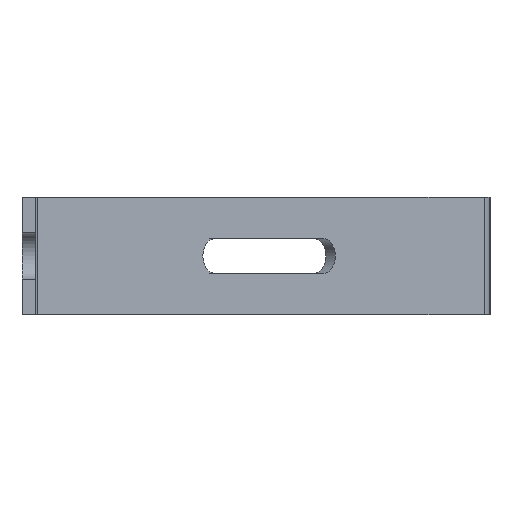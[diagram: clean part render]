
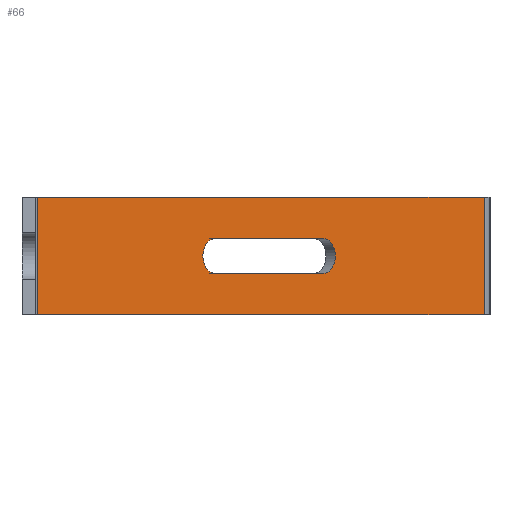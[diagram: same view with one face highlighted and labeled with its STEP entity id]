
A CAD part, left-side view. The second image highlights one B-rep face of the part: STEP entity #66.
In plain terms, the highlighted planar face has unit normal (-0.707, -0.707, 0).
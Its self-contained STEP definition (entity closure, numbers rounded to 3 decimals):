
#66 = ADVANCED_FACE( '', ( #150, #151 ), #152, .T. );
#150 = FACE_BOUND( '', #270, .T. );
#151 = FACE_OUTER_BOUND( '', #271, .T. );
#152 = PLANE( '', #272 );
#270 = EDGE_LOOP( '', ( #557, #558, #559, #560 ) );
#271 = EDGE_LOOP( '', ( #561, #562, #563, #564 ) );
#272 = AXIS2_PLACEMENT_3D( '', #565, #566, #567 );
#557 = ORIENTED_EDGE( '', *, *, #924, .F. );
#558 = ORIENTED_EDGE( '', *, *, #925, .F. );
#559 = ORIENTED_EDGE( '', *, *, #926, .F. );
#560 = ORIENTED_EDGE( '', *, *, #927, .F. );
#561 = ORIENTED_EDGE( '', *, *, #893, .F. );
#562 = ORIENTED_EDGE( '', *, *, #928, .F. );
#563 = ORIENTED_EDGE( '', *, *, #880, .T. );
#564 = ORIENTED_EDGE( '', *, *, #923, .T. );
#565 = CARTESIAN_POINT( '', ( -217.193, -1.293, -7.938 ) );
#566 = DIRECTION( '', ( -0.707, -0.707, 0. ) );
#567 = DIRECTION( '', ( 0.707, -0.707, 0. ) );
#880 = EDGE_CURVE( '', #1096, #1094, #1097, .T. );
#893 = EDGE_CURVE( '', #1117, #1119, #1120, .T. );
#923 = EDGE_CURVE( '', #1094, #1119, #1167, .T. );
#924 = EDGE_CURVE( '', #1168, #1169, #1170, .T. );
#925 = EDGE_CURVE( '', #1171, #1168, #1172, .T. );
#926 = EDGE_CURVE( '', #1173, #1171, #1174, .T. );
#927 = EDGE_CURVE( '', #1169, #1173, #1175, .T. );
#928 = EDGE_CURVE( '', #1096, #1117, #1176, .T. );
#1094 = VERTEX_POINT( '', #1400 );
#1096 = VERTEX_POINT( '', #1402 );
#1097 = LINE( '', #1403, #1404 );
#1117 = VERTEX_POINT( '', #1430 );
#1119 = VERTEX_POINT( '', #1432 );
#1120 = LINE( '', #1433, #1434 );
#1167 = LINE( '', #1499, #1500 );
#1168 = VERTEX_POINT( '', #1501 );
#1169 = VERTEX_POINT( '', #1502 );
#1170 = CIRCLE( '', #1503, 2.388 );
#1171 = VERTEX_POINT( '', #1504 );
#1172 = LINE( '', #1505, #1506 );
#1173 = VERTEX_POINT( '', #1507 );
#1174 = CIRCLE( '', #1508, 2.388 );
#1175 = LINE( '', #1509, #1510 );
#1176 = LINE( '', #1511, #1512 );
#1400 = CARTESIAN_POINT( '', ( -155.79, -62.697, -7.938 ) );
#1402 = CARTESIAN_POINT( '', ( -216.39, -2.097, -7.938 ) );
#1403 = CARTESIAN_POINT( '', ( -217.193, -1.293, -7.938 ) );
#1404 = VECTOR( '', #1706, 1000. );
#1430 = CARTESIAN_POINT( '', ( -216.39, -2.097, 7.938 ) );
#1432 = CARTESIAN_POINT( '', ( -155.79, -62.697, 7.938 ) );
#1433 = CARTESIAN_POINT( '', ( -217.193, -1.293, 7.938 ) );
#1434 = VECTOR( '', #1731, 1000. );
#1499 = CARTESIAN_POINT( '', ( -155.79, -62.697, -7.938 ) );
#1500 = VECTOR( '', #1783, 1000. );
#1501 = CARTESIAN_POINT( '', ( -177.667, -40.819, -2.388 ) );
#1502 = CARTESIAN_POINT( '', ( -177.667, -40.819, 2.388 ) );
#1503 = AXIS2_PLACEMENT_3D( '', #1784, #1785, #1786 );
#1504 = CARTESIAN_POINT( '', ( -192.251, -26.236, -2.388 ) );
#1505 = CARTESIAN_POINT( '', ( -192.251, -26.236, -2.388 ) );
#1506 = VECTOR( '', #1787, 1000. );
#1507 = CARTESIAN_POINT( '', ( -192.251, -26.236, 2.388 ) );
#1508 = AXIS2_PLACEMENT_3D( '', #1788, #1789, #1790 );
#1509 = CARTESIAN_POINT( '', ( -192.251, -26.236, 2.388 ) );
#1510 = VECTOR( '', #1791, 1000. );
#1511 = CARTESIAN_POINT( '', ( -216.39, -2.097, -7.938 ) );
#1512 = VECTOR( '', #1792, 1000. );
#1706 = DIRECTION( '', ( 0.707, -0.707, 0. ) );
#1731 = DIRECTION( '', ( 0.707, -0.707, 0. ) );
#1783 = DIRECTION( '', ( 0., 0., 1. ) );
#1784 = CARTESIAN_POINT( '', ( -177.667, -40.819, 0. ) );
#1785 = DIRECTION( '', ( -0.707, -0.707, 0. ) );
#1786 = DIRECTION( '', ( -0.707, 0.707, 0. ) );
#1787 = DIRECTION( '', ( 0.707, -0.707, 0. ) );
#1788 = CARTESIAN_POINT( '', ( -192.251, -26.236, 0. ) );
#1789 = DIRECTION( '', ( -0.707, -0.707, 0. ) );
#1790 = DIRECTION( '', ( 0.707, -0.707, 0. ) );
#1791 = DIRECTION( '', ( -0.707, 0.707, 0. ) );
#1792 = DIRECTION( '', ( 0., 0., 1. ) );
